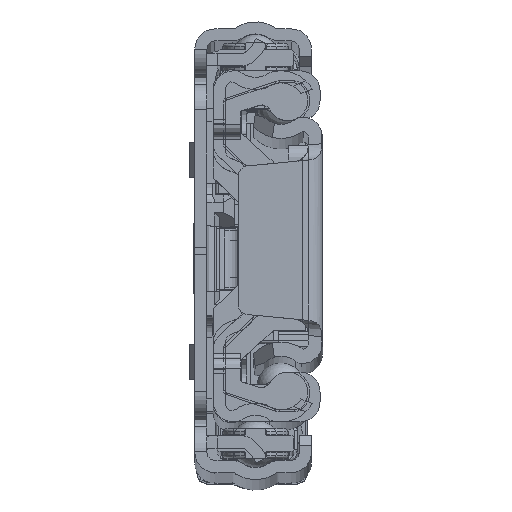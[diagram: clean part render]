
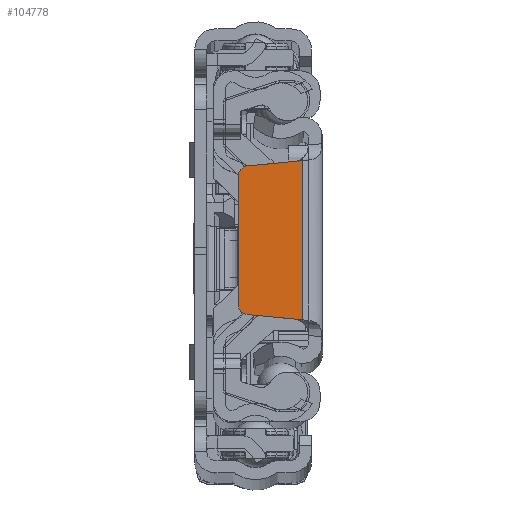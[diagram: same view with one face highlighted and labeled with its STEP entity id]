
A CAD part, top view. The second image highlights one B-rep face of the part: STEP entity #104778.
In plain terms, the highlighted face is planar.
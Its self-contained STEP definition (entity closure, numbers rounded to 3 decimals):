
#3898 = EDGE_CURVE ( 'NONE', #39786, #112706, #90209, .T. ) ;
#8975 = CIRCLE ( 'NONE', #31180, 1. ) ;
#10651 = LINE ( 'NONE', #98514, #103106 ) ;
#13731 = AXIS2_PLACEMENT_3D ( 'NONE', #109202, #100302, #81441 ) ;
#14620 = EDGE_CURVE ( 'NONE', #65886, #23103, #10651, .T. ) ;
#14711 = VECTOR ( 'NONE', #41319, 1000. ) ;
#16140 = EDGE_CURVE ( 'NONE', #112706, #86587, #8975, .T. ) ;
#16916 = ORIENTED_EDGE ( 'NONE', *, *, #16140, .T. ) ;
#20248 = DIRECTION ( 'NONE',  ( 1., 0., 0. ) ) ;
#20738 = DIRECTION ( 'NONE',  ( 0., 0., -1. ) ) ;
#21112 = VECTOR ( 'NONE', #55303, 1000. ) ;
#23103 = VERTEX_POINT ( 'NONE', #72416 ) ;
#23444 = ORIENTED_EDGE ( 'NONE', *, *, #37501, .F. ) ;
#24454 = CARTESIAN_POINT ( 'NONE',  ( -7.495, 7.386, 0. ) ) ;
#27204 = AXIS2_PLACEMENT_3D ( 'NONE', #36830, #73156, #20248 ) ;
#29168 = DIRECTION ( 'NONE',  ( 0., -1., 0. ) ) ;
#31180 = AXIS2_PLACEMENT_3D ( 'NONE', #82860, #20738, #73274 ) ;
#32176 = EDGE_CURVE ( 'NONE', #65886, #93634, #47424, .T. ) ;
#32844 = ORIENTED_EDGE ( 'NONE', *, *, #3898, .T. ) ;
#36780 = VECTOR ( 'NONE', #40550, 1000. ) ;
#36830 = CARTESIAN_POINT ( 'NONE',  ( -4.143, -13.87, 0. ) ) ;
#37501 = EDGE_CURVE ( 'NONE', #54181, #41670, #99018, .T. ) ;
#39786 = VERTEX_POINT ( 'NONE', #93135 ) ;
#40550 = DIRECTION ( 'NONE',  ( 0.995, -0.095, 0. ) ) ;
#41319 = DIRECTION ( 'NONE',  ( -0.995, 0.095, 0. ) ) ;
#41670 = VERTEX_POINT ( 'NONE', #49186 ) ;
#42790 = ORIENTED_EDGE ( 'NONE', *, *, #72748, .T. ) ;
#47424 = LINE ( 'NONE', #107573, #94259 ) ;
#49186 = CARTESIAN_POINT ( 'NONE',  ( -2.758, -7.837, 0. ) ) ;
#52047 = EDGE_LOOP ( 'NONE', ( #23444, #42790, #32844, #16916, #86508, #72976, #53313, #105061 ) ) ;
#53094 = VECTOR ( 'NONE', #94997, 1000. ) ;
#53313 = ORIENTED_EDGE ( 'NONE', *, *, #32176, .T. ) ;
#54181 = VERTEX_POINT ( 'NONE', #102423 ) ;
#55303 = DIRECTION ( 'NONE',  ( 0., 1., 0. ) ) ;
#64676 = EDGE_CURVE ( 'NONE', #93634, #41670, #85140, .T. ) ;
#65886 = VERTEX_POINT ( 'NONE', #90746 ) ;
#67207 = CARTESIAN_POINT ( 'NONE',  ( -8.4, -7.3, 0. ) ) ;
#72416 = CARTESIAN_POINT ( 'NONE',  ( -2.758, 7.837, 0. ) ) ;
#72748 = EDGE_CURVE ( 'NONE', #54181, #39786, #102870, .T. ) ;
#72976 = ORIENTED_EDGE ( 'NONE', *, *, #14620, .F. ) ;
#73156 = DIRECTION ( 'NONE',  ( 0., 0., 1. ) ) ;
#73274 = DIRECTION ( 'NONE',  ( 1., 0., 0. ) ) ;
#73842 = LINE ( 'NONE', #104684, #53094 ) ;
#75289 = FACE_OUTER_BOUND ( 'NONE', #52047, .T. ) ;
#81441 = DIRECTION ( 'NONE',  ( 1., 0., 0. ) ) ;
#82860 = CARTESIAN_POINT ( 'NONE',  ( -7.4, 6.391, 0. ) ) ;
#85140 = LINE ( 'NONE', #103413, #14711 ) ;
#86508 = ORIENTED_EDGE ( 'NONE', *, *, #105049, .F. ) ;
#86587 = VERTEX_POINT ( 'NONE', #24454 ) ;
#89703 = PLANE ( 'NONE',  #27204 ) ;
#90209 = LINE ( 'NONE', #108171, #21112 ) ;
#90746 = CARTESIAN_POINT ( 'NONE',  ( -2., 7.91, 0. ) ) ;
#93135 = CARTESIAN_POINT ( 'NONE',  ( -8.4, -6.391, 0. ) ) ;
#93634 = VERTEX_POINT ( 'NONE', #110864 ) ;
#94259 = VECTOR ( 'NONE', #29168, 1000. ) ;
#94997 = DIRECTION ( 'NONE',  ( -0.995, -0.095, 0. ) ) ;
#98514 = CARTESIAN_POINT ( 'NONE',  ( -2., 7.91, 0. ) ) ;
#99018 = LINE ( 'NONE', #67207, #36780 ) ;
#100302 = DIRECTION ( 'NONE',  ( 0., 0., -1. ) ) ;
#102423 = CARTESIAN_POINT ( 'NONE',  ( -7.495, -7.386, 0. ) ) ;
#102870 = CIRCLE ( 'NONE', #13731, 1. ) ;
#103106 = VECTOR ( 'NONE', #107041, 1000. ) ;
#103413 = CARTESIAN_POINT ( 'NONE',  ( -2., -7.91, 0. ) ) ;
#104684 = CARTESIAN_POINT ( 'NONE',  ( -8.4, 7.3, 0. ) ) ;
#104778 = ADVANCED_FACE ( 'NONE', ( #75289 ), #89703, .F. ) ;
#105049 = EDGE_CURVE ( 'NONE', #23103, #86587, #73842, .T. ) ;
#105061 = ORIENTED_EDGE ( 'NONE', *, *, #64676, .T. ) ;
#107041 = DIRECTION ( 'NONE',  ( -0.995, -0.095, 0. ) ) ;
#107573 = CARTESIAN_POINT ( 'NONE',  ( -2., -13.87, 0. ) ) ;
#108171 = CARTESIAN_POINT ( 'NONE',  ( -8.4, 8.1, 0. ) ) ;
#109026 = CARTESIAN_POINT ( 'NONE',  ( -8.4, 6.391, 0. ) ) ;
#109202 = CARTESIAN_POINT ( 'NONE',  ( -7.4, -6.391, 0. ) ) ;
#110864 = CARTESIAN_POINT ( 'NONE',  ( -2., -7.91, 0. ) ) ;
#112706 = VERTEX_POINT ( 'NONE', #109026 ) ;
